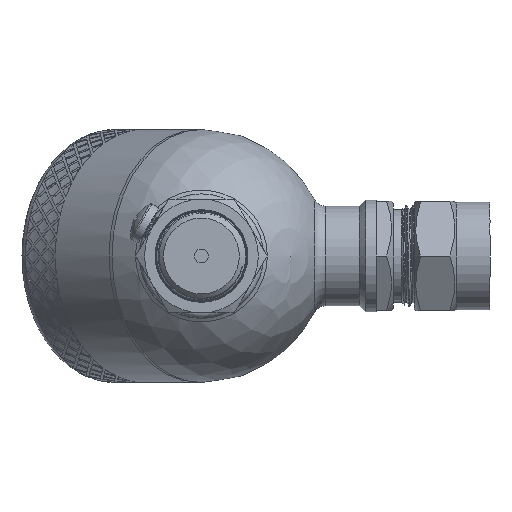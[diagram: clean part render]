
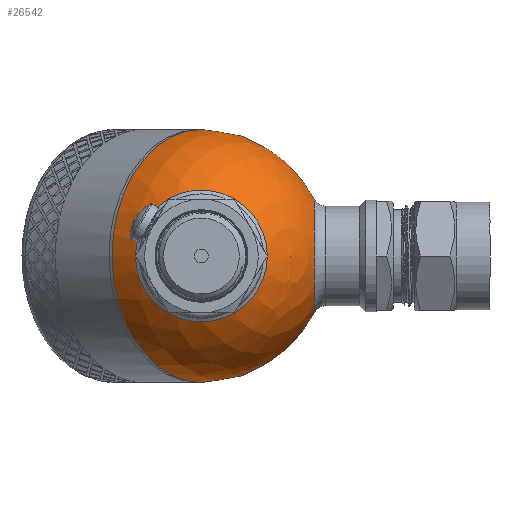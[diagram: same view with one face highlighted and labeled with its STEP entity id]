
A CAD part, left-side view. The second image highlights one B-rep face of the part: STEP entity #26542.
In plain terms, the highlighted spherical face has radius 30 mm.
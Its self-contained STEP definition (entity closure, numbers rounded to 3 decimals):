
#43=SPHERICAL_SURFACE('',#27632,30.);
#325=FACE_BOUND('',#5290,.T.);
#326=FACE_BOUND('',#5291,.T.);
#3450=FACE_OUTER_BOUND('',#5289,.T.);
#5289=EDGE_LOOP('',(#24394,#24395,#24396,#24397));
#5290=EDGE_LOOP('',(#24398));
#5291=EDGE_LOOP('',(#24399));
#5765=CIRCLE('',#27629,15.643);
#5768=CIRCLE('',#27633,30.);
#5769=CIRCLE('',#27634,30.);
#5770=CIRCLE('',#27635,30.);
#5771=CIRCLE('',#27636,13.5);
#12695=VERTEX_POINT('',#64452);
#12697=VERTEX_POINT('',#64458);
#12698=VERTEX_POINT('',#64459);
#12699=VERTEX_POINT('',#64461);
#12700=VERTEX_POINT('',#64464);
#16629=EDGE_CURVE('',#12695,#12695,#5765,.T.);
#16632=EDGE_CURVE('',#12697,#12698,#5768,.T.);
#16633=EDGE_CURVE('',#12697,#12699,#5769,.T.);
#16634=EDGE_CURVE('',#12698,#12697,#5770,.T.);
#16635=EDGE_CURVE('',#12700,#12700,#5771,.T.);
#24394=ORIENTED_EDGE('',*,*,#16632,.F.);
#24395=ORIENTED_EDGE('',*,*,#16633,.T.);
#24396=ORIENTED_EDGE('',*,*,#16633,.F.);
#24397=ORIENTED_EDGE('',*,*,#16634,.F.);
#24398=ORIENTED_EDGE('',*,*,#16629,.F.);
#24399=ORIENTED_EDGE('',*,*,#16635,.F.);
#26542=ADVANCED_FACE('',(#3450,#325,#326),#43,.T.);
#27629=AXIS2_PLACEMENT_3D('',#64453,#30345,#30346);
#27632=AXIS2_PLACEMENT_3D('',#64457,#30351,#30352);
#27633=AXIS2_PLACEMENT_3D('',#64460,#30353,#30354);
#27634=AXIS2_PLACEMENT_3D('',#64462,#30355,#30356);
#27635=AXIS2_PLACEMENT_3D('',#64463,#30357,#30358);
#27636=AXIS2_PLACEMENT_3D('',#64465,#30359,#30360);
#30345=DIRECTION('center_axis',(-0.707,0.,0.707));
#30346=DIRECTION('ref_axis',(0.707,0.,0.707));
#30351=DIRECTION('center_axis',(1.,0.,0.));
#30352=DIRECTION('ref_axis',(0.,-1.,0.));
#30353=DIRECTION('center_axis',(1.,0.,0.));
#30354=DIRECTION('ref_axis',(0.,1.,0.));
#30355=DIRECTION('center_axis',(0.,0.,1.));
#30356=DIRECTION('ref_axis',(0.,1.,0.));
#30357=DIRECTION('center_axis',(1.,0.,0.));
#30358=DIRECTION('ref_axis',(0.,1.,0.));
#30359=DIRECTION('center_axis',(-0.707,0.,-0.707));
#30360=DIRECTION('ref_axis',(-0.707,0.,0.707));
#64452=CARTESIAN_POINT('',(-29.162,0.,7.04));
#64453=CARTESIAN_POINT('Origin',(-18.101,0.,18.101));
#64457=CARTESIAN_POINT('Origin',(0.,0.,0.));
#64458=CARTESIAN_POINT('',(0.,30.,0.));
#64459=CARTESIAN_POINT('',(0.,-30.,0.));
#64460=CARTESIAN_POINT('Origin',(0.,0.,0.));
#64461=CARTESIAN_POINT('',(-30.,0.,0.));
#64462=CARTESIAN_POINT('Origin',(0.,0.,0.));
#64463=CARTESIAN_POINT('Origin',(0.,0.,0.));
#64464=CARTESIAN_POINT('',(-9.398,0.,-28.49));
#64465=CARTESIAN_POINT('Origin',(-18.944,0.,-18.944));
